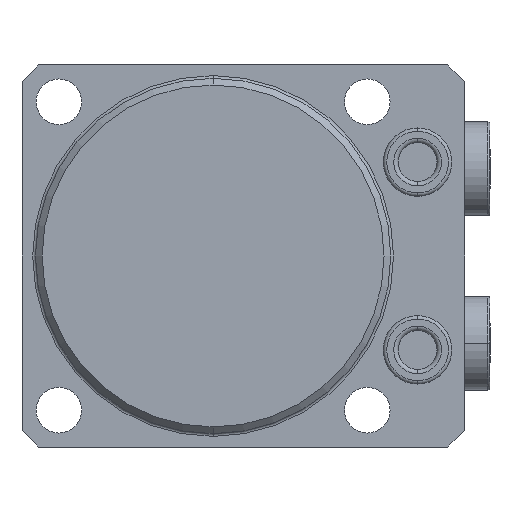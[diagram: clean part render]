
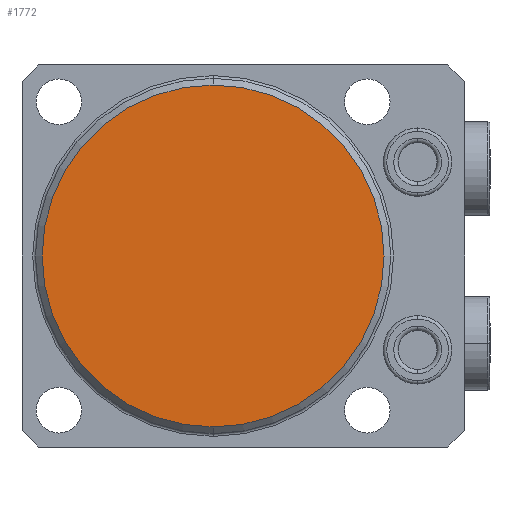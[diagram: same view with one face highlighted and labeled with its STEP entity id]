
A CAD part, front view. The second image highlights one B-rep face of the part: STEP entity #1772.
In plain terms, the highlighted planar face has unit normal (0, -1, 0).
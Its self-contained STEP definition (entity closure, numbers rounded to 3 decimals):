
#837 = CARTESIAN_POINT ( 'NONE',  ( 0., -42.5, -25.5 ) ) ;
#851 = CARTESIAN_POINT ( 'NONE',  ( 0., -42.5, 25.5 ) ) ;
#1280 = EDGE_CURVE ( 'NONE', #5630, #5619, #4140, .T. ) ;
#1772 = ADVANCED_FACE ( 'NONE', ( #2708 ), #3561, .F. ) ;
#2185 = AXIS2_PLACEMENT_3D ( 'NONE', #7711, #7710, #7709 ) ;
#2311 = EDGE_CURVE ( 'NONE', #5619, #5630, #2511, .T. ) ;
#2511 = CIRCLE ( 'NONE', #6738, 25.5 ) ;
#2708 = FACE_OUTER_BOUND ( 'NONE', #4379, .T. ) ;
#3254 = CARTESIAN_POINT ( 'NONE',  ( 0., -42.5, 0. ) ) ;
#3421 = DIRECTION ( 'NONE',  ( 0., 0., 1. ) ) ;
#3561 = PLANE ( 'NONE',  #6652 ) ;
#3608 = DIRECTION ( 'NONE',  ( 0., 1., 0. ) ) ;
#4140 = CIRCLE ( 'NONE', #2185, 25.5 ) ;
#4379 = EDGE_LOOP ( 'NONE', ( #6383, #6384 ) ) ;
#5162 = DIRECTION ( 'NONE',  ( 0., 0., 1. ) ) ;
#5163 = DIRECTION ( 'NONE',  ( 0., -1., 0. ) ) ;
#5164 = CARTESIAN_POINT ( 'NONE',  ( 0., -42.5, 0. ) ) ;
#5619 = VERTEX_POINT ( 'NONE', #851 ) ;
#5630 = VERTEX_POINT ( 'NONE', #837 ) ;
#6383 = ORIENTED_EDGE ( 'NONE', *, *, #2311, .T. ) ;
#6384 = ORIENTED_EDGE ( 'NONE', *, *, #1280, .T. ) ;
#6652 = AXIS2_PLACEMENT_3D ( 'NONE', #3254, #3608, #3421 ) ;
#6738 = AXIS2_PLACEMENT_3D ( 'NONE', #5164, #5163, #5162 ) ;
#7709 = DIRECTION ( 'NONE',  ( 0., 0., 1. ) ) ;
#7710 = DIRECTION ( 'NONE',  ( 0., -1., 0. ) ) ;
#7711 = CARTESIAN_POINT ( 'NONE',  ( 0., -42.5, 0. ) ) ;
